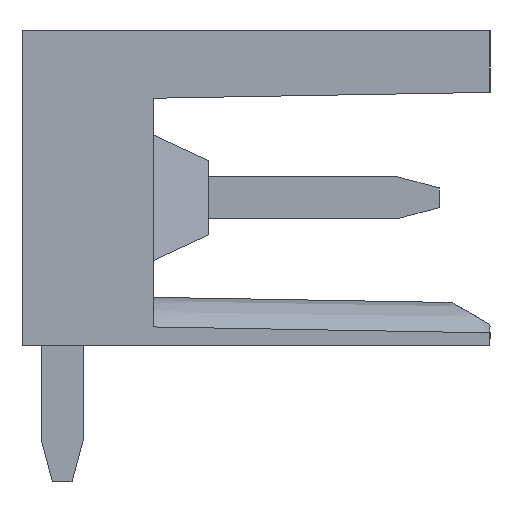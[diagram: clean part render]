
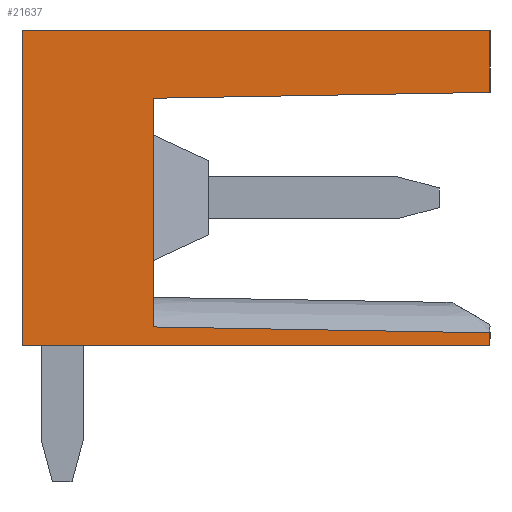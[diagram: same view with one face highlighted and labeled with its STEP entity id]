
A CAD part, left-side view. The second image highlights one B-rep face of the part: STEP entity #21637.
In plain terms, the highlighted planar face has unit normal (-1, 0, 0).
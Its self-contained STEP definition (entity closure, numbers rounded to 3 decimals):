
#21587=AXIS2_PLACEMENT_3D('Plane Axis2P3D',#21584,#21585,#21586) ;
#20744=CARTESIAN_POINT('Vertex',(0.,0.,3.511)) ;
#20758=CARTESIAN_POINT('Vertex',(0.,7.95,3.65)) ;
#20762=CARTESIAN_POINT('Control Point',(0.,0.,3.511)) ;
#20763=CARTESIAN_POINT('Control Point',(0.,7.95,3.65)) ;
#21359=CARTESIAN_POINT('Vertex',(0.,0.,9.189)) ;
#21362=CARTESIAN_POINT('Line Origine',(0.,3.975,9.119)) ;
#21366=CARTESIAN_POINT('Vertex',(0.,7.95,9.05)) ;
#21584=CARTESIAN_POINT('Axis2P3D Location',(0.,0.,0.)) ;
#21589=CARTESIAN_POINT('Line Origine',(0.,0.,9.919)) ;
#21593=CARTESIAN_POINT('Vertex',(0.,0.,10.65)) ;
#21596=CARTESIAN_POINT('Line Origine',(0.,5.525,10.65)) ;
#21600=CARTESIAN_POINT('Vertex',(0.,11.05,10.65)) ;
#21603=CARTESIAN_POINT('Line Origine',(0.,11.05,6.925)) ;
#21607=CARTESIAN_POINT('Vertex',(0.,11.05,3.2)) ;
#21610=CARTESIAN_POINT('Line Origine',(0.,5.525,3.2)) ;
#21614=CARTESIAN_POINT('Vertex',(0.,0.,3.2)) ;
#21617=CARTESIAN_POINT('Line Origine',(0.,0.,3.356)) ;
#21622=CARTESIAN_POINT('Line Origine',(0.,7.95,6.35)) ;
#21363=DIRECTION('Vector Direction',(0.,-1.,0.017)) ;
#21585=DIRECTION('Axis2P3D Direction',(-1.,0.,0.)) ;
#21586=DIRECTION('Axis2P3D XDirection',(0.,-1.,0.)) ;
#21590=DIRECTION('Vector Direction',(0.,0.,-1.)) ;
#21597=DIRECTION('Vector Direction',(0.,-1.,0.)) ;
#21604=DIRECTION('Vector Direction',(0.,0.,1.)) ;
#21611=DIRECTION('Vector Direction',(0.,1.,0.)) ;
#21618=DIRECTION('Vector Direction',(0.,0.,-1.)) ;
#21623=DIRECTION('Vector Direction',(0.,0.,1.)) ;
#21364=VECTOR('Line Direction',#21363,1.) ;
#21591=VECTOR('Line Direction',#21590,1.) ;
#21598=VECTOR('Line Direction',#21597,1.) ;
#21605=VECTOR('Line Direction',#21604,1.) ;
#21612=VECTOR('Line Direction',#21611,1.) ;
#21619=VECTOR('Line Direction',#21618,1.) ;
#21624=VECTOR('Line Direction',#21623,1.) ;
#21628=ORIENTED_EDGE('',*,*,#21595,.T.) ;
#21629=ORIENTED_EDGE('',*,*,#21602,.T.) ;
#21630=ORIENTED_EDGE('',*,*,#21609,.T.) ;
#21631=ORIENTED_EDGE('',*,*,#21616,.T.) ;
#21632=ORIENTED_EDGE('',*,*,#21621,.T.) ;
#21633=ORIENTED_EDGE('',*,*,#20764,.F.) ;
#21634=ORIENTED_EDGE('',*,*,#21626,.F.) ;
#21635=ORIENTED_EDGE('',*,*,#21368,.F.) ;
#21637=ADVANCED_FACE('HOUSING',(#21636),#21588,.T.) ;
#20761=B_SPLINE_CURVE_WITH_KNOTS('',1,(#20762,#20763),.UNSPECIFIED.,.F.,.U.,(2,2),(-3.976,3.976),.UNSPECIFIED.) ;
#20764=EDGE_CURVE('',#20759,#20745,#20761,.F.) ;
#21368=EDGE_CURVE('',#21360,#21367,#21365,.F.) ;
#21595=EDGE_CURVE('',#21360,#21594,#21592,.F.) ;
#21602=EDGE_CURVE('',#21594,#21601,#21599,.F.) ;
#21609=EDGE_CURVE('',#21601,#21608,#21606,.F.) ;
#21616=EDGE_CURVE('',#21608,#21615,#21613,.F.) ;
#21621=EDGE_CURVE('',#21615,#20745,#21620,.F.) ;
#21626=EDGE_CURVE('',#21367,#20759,#21625,.F.) ;
#21627=EDGE_LOOP('',(#21628,#21629,#21630,#21631,#21632,#21633,#21634,#21635)) ;
#21636=FACE_OUTER_BOUND('',#21627,.T.) ;
#21365=LINE('Line',#21362,#21364) ;
#21592=LINE('Line',#21589,#21591) ;
#21599=LINE('Line',#21596,#21598) ;
#21606=LINE('Line',#21603,#21605) ;
#21613=LINE('Line',#21610,#21612) ;
#21620=LINE('Line',#21617,#21619) ;
#21625=LINE('Line',#21622,#21624) ;
#21588=PLANE('',#21587) ;
#20745=VERTEX_POINT('',#20744) ;
#20759=VERTEX_POINT('',#20758) ;
#21360=VERTEX_POINT('',#21359) ;
#21367=VERTEX_POINT('',#21366) ;
#21594=VERTEX_POINT('',#21593) ;
#21601=VERTEX_POINT('',#21600) ;
#21608=VERTEX_POINT('',#21607) ;
#21615=VERTEX_POINT('',#21614) ;
